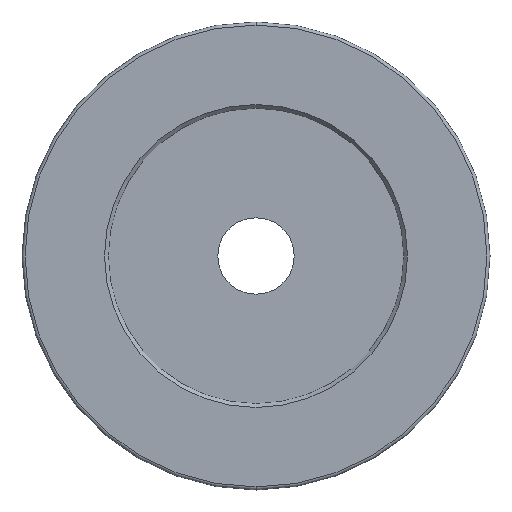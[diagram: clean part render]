
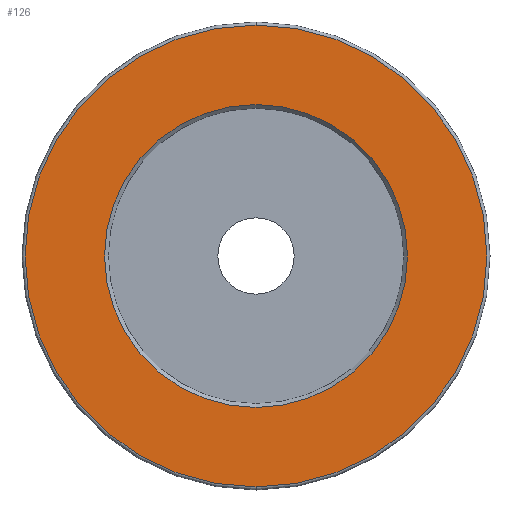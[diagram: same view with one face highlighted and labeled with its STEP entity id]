
A CAD part, front view. The second image highlights one B-rep face of the part: STEP entity #126.
In plain terms, the highlighted planar face has unit normal (0, -1, 0).
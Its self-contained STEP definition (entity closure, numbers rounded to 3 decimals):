
#6 = DIRECTION ( 'NONE',  ( 0., 0., 1. ) ) ;
#9 = FACE_BOUND ( 'NONE', #230, .T. ) ;
#14 = DIRECTION ( 'NONE',  ( 0., 1., 0. ) ) ;
#26 = EDGE_CURVE ( 'NONE', #472, #430, #405, .T. ) ;
#31 = DIRECTION ( 'NONE',  ( 0., 0., 1. ) ) ;
#37 = CARTESIAN_POINT ( 'NONE',  ( -7.547, -3.394, 38. ) ) ;
#38 = ORIENTED_EDGE ( 'NONE', *, *, #26, .T. ) ;
#53 = EDGE_CURVE ( 'NONE', #74, #420, #452, .T. ) ;
#74 = VERTEX_POINT ( 'NONE', #127 ) ;
#79 = DIRECTION ( 'NONE',  ( 0., 0., 1. ) ) ;
#82 = EDGE_LOOP ( 'NONE', ( #264, #38 ) ) ;
#88 = CARTESIAN_POINT ( 'NONE',  ( -7.547, -3.394, 38. ) ) ;
#126 = ADVANCED_FACE ( 'NONE', ( #364, #9 ), #168, .F. ) ;
#127 = CARTESIAN_POINT ( 'NONE',  ( -7.547, -3.394, 50.3 ) ) ;
#132 = CARTESIAN_POINT ( 'NONE',  ( -7.547, -3.394, 38. ) ) ;
#168 = PLANE ( 'NONE',  #233 ) ;
#180 = AXIS2_PLACEMENT_3D ( 'NONE', #450, #325, #487 ) ;
#190 = CARTESIAN_POINT ( 'NONE',  ( -7.547, -3.394, 19.25 ) ) ;
#205 = CIRCLE ( 'NONE', #489, 18.75 ) ;
#221 = DIRECTION ( 'NONE',  ( 0., 1., 0. ) ) ;
#230 = EDGE_LOOP ( 'NONE', ( #258, #292 ) ) ;
#233 = AXIS2_PLACEMENT_3D ( 'NONE', #132, #485, #244 ) ;
#244 = DIRECTION ( 'NONE',  ( 0., 0., 1. ) ) ;
#258 = ORIENTED_EDGE ( 'NONE', *, *, #313, .T. ) ;
#262 = DIRECTION ( 'NONE',  ( 0., -1., 0. ) ) ;
#264 = ORIENTED_EDGE ( 'NONE', *, *, #453, .T. ) ;
#282 = AXIS2_PLACEMENT_3D ( 'NONE', #37, #221, #79 ) ;
#292 = ORIENTED_EDGE ( 'NONE', *, *, #53, .T. ) ;
#313 = EDGE_CURVE ( 'NONE', #420, #74, #414, .T. ) ;
#314 = CARTESIAN_POINT ( 'NONE',  ( -7.547, -3.394, 38. ) ) ;
#325 = DIRECTION ( 'NONE',  ( 0., -1., 0. ) ) ;
#364 = FACE_OUTER_BOUND ( 'NONE', #82, .T. ) ;
#391 = CARTESIAN_POINT ( 'NONE',  ( -7.547, -3.394, 25.7 ) ) ;
#405 = CIRCLE ( 'NONE', #180, 18.75 ) ;
#414 = CIRCLE ( 'NONE', #282, 12.3 ) ;
#420 = VERTEX_POINT ( 'NONE', #391 ) ;
#430 = VERTEX_POINT ( 'NONE', #474 ) ;
#450 = CARTESIAN_POINT ( 'NONE',  ( -7.547, -3.394, 38. ) ) ;
#452 = CIRCLE ( 'NONE', #470, 12.3 ) ;
#453 = EDGE_CURVE ( 'NONE', #430, #472, #205, .T. ) ;
#470 = AXIS2_PLACEMENT_3D ( 'NONE', #88, #14, #6 ) ;
#472 = VERTEX_POINT ( 'NONE', #190 ) ;
#474 = CARTESIAN_POINT ( 'NONE',  ( -7.547, -3.394, 56.75 ) ) ;
#485 = DIRECTION ( 'NONE',  ( 0., 1., 0. ) ) ;
#487 = DIRECTION ( 'NONE',  ( 0., 0., 1. ) ) ;
#489 = AXIS2_PLACEMENT_3D ( 'NONE', #314, #262, #31 ) ;
